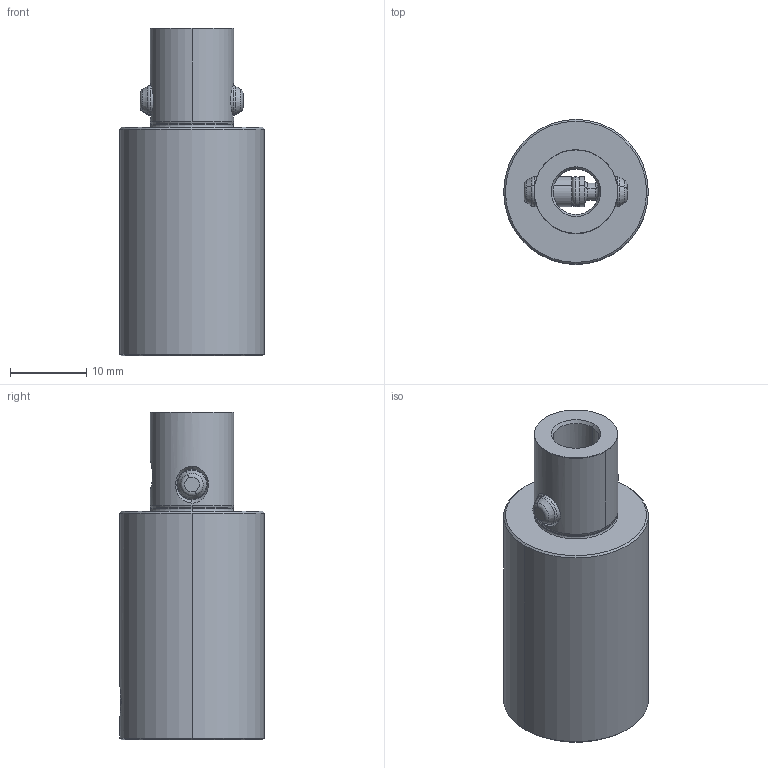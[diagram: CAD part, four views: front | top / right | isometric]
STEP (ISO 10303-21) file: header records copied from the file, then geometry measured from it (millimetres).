
FILE_DESCRIPTION(('no description'),'unknown implementation level');
FILE_NAME('505081E3-335F-44D0-AFE6-FD77A3707C6B_export.stp',' ',('CIMSOURCE GmbH'),('CADClick - KiM GmbH - www.kimweb.de'),'unknown preprocess','ACIS','unknown authorization');
FILE_SCHEMA(('automotive_design'));
Length unit declared in the file: millimetre
Products named in the file (4): 331.111 Kaiser CK1 X CK1 X 30|331.111 Kaiser CK1 X CK1 X 30_Standard;NONE; 331.111 Kaiser CK1 X CK1 X 30|690.431 Kaiser ETL M4 X 5 CK1_Standard;NONE; 331.111 Kaiser CK1 X CK1 X 30|691.501 Kaiser ETL �4 X 13K_Standard|692.270 O-Ring_Standard;NONE; 331.111 Kaiser CK1 X CK1 X 30|691.501 Kaiser ETL �4 X 13K_Standard|691.521 Mitnehmerbolzen_Standard;NONE
Bounding box: 19 x 19 x 43 mm (x, y, z)
Volume: 7503.3 mm3; surface area: 4135.6 mm2
Topology: 4 solids, 4 shells, 129 faces, 295 edges, 173 vertices
Faces by surface type: cone 36, plane 34, cylinder 32, torus 24, bspline 3
Entity records: 7999 total; most frequent: CARTESIAN_POINT 1571, DIRECTION 684, STYLED_ITEM 599, PRESENTATION_STYLE_ASSIGNMENT 599, COLOUR_RGB 599, ORIENTED_EDGE 586, EDGE_CURVE 293, CURVE_STYLE 293
